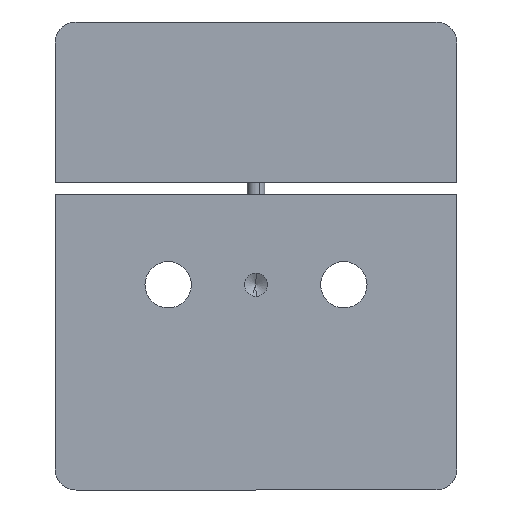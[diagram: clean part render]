
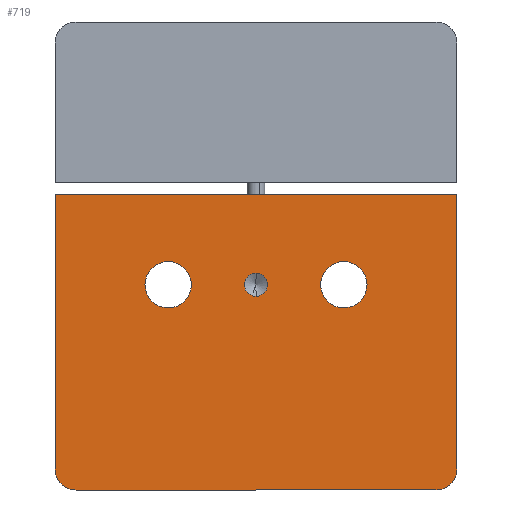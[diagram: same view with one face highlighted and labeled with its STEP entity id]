
A CAD part, front view. The second image highlights one B-rep face of the part: STEP entity #719.
In plain terms, the highlighted planar face has unit normal (0, -1, 0).
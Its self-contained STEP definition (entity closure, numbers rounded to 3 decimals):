
#59 = CARTESIAN_POINT ( 'NONE',  ( -28.6, 0., 21. ) ) ;
#62 = CARTESIAN_POINT ( 'NONE',  ( 28.6, 0., -21. ) ) ;
#130 = CIRCLE ( 'NONE', #1767, 3.3 ) ;
#192 = EDGE_CURVE ( 'NONE', #3551, #1063, #1771, .T. ) ;
#208 = VECTOR ( 'NONE', #2001, 1000. ) ;
#316 = ORIENTED_EDGE ( 'NONE', *, *, #192, .T. ) ;
#403 = DIRECTION ( 'NONE',  ( 0., 1., 0. ) ) ;
#517 = ORIENTED_EDGE ( 'NONE', *, *, #1422, .F. ) ;
#543 = CARTESIAN_POINT ( 'NONE',  ( -12.5, 0., 8.2 ) ) ;
#596 = CIRCLE ( 'NONE', #1988, 3. ) ;
#719 = ADVANCED_FACE ( 'NONE', ( #2363, #993, #2934, #2397 ), #2127, .F. ) ;
#733 = CARTESIAN_POINT ( 'NONE',  ( -12.5, 0., 8.2 ) ) ;
#767 = EDGE_CURVE ( 'NONE', #3521, #2689, #2899, .T. ) ;
#845 = EDGE_CURVE ( 'NONE', #3210, #3104, #2442, .T. ) ;
#856 = LINE ( 'NONE', #1968, #3402 ) ;
#911 = CARTESIAN_POINT ( 'NONE',  ( -28.6, 0., -18. ) ) ;
#917 = ORIENTED_EDGE ( 'NONE', *, *, #845, .F. ) ;
#944 = DIRECTION ( 'NONE',  ( 0., 0., 1. ) ) ;
#950 = ORIENTED_EDGE ( 'NONE', *, *, #1034, .F. ) ;
#993 = FACE_BOUND ( 'NONE', #1939, .T. ) ;
#1021 = CARTESIAN_POINT ( 'NONE',  ( 25.6, 0., -18. ) ) ;
#1034 = EDGE_CURVE ( 'NONE', #1890, #3290, #856, .T. ) ;
#1038 = AXIS2_PLACEMENT_3D ( 'NONE', #1092, #3406, #944 ) ;
#1045 = EDGE_CURVE ( 'NONE', #3104, #3210, #1871, .T. ) ;
#1063 = VERTEX_POINT ( 'NONE', #1827 ) ;
#1089 = VERTEX_POINT ( 'NONE', #3172 ) ;
#1092 = CARTESIAN_POINT ( 'NONE',  ( -25.6, 0., -18. ) ) ;
#1134 = ORIENTED_EDGE ( 'NONE', *, *, #1045, .F. ) ;
#1171 = VECTOR ( 'NONE', #1722, 1000. ) ;
#1181 = CARTESIAN_POINT ( 'NONE',  ( 12.5, 0., 8.2 ) ) ;
#1252 = EDGE_CURVE ( 'NONE', #1089, #3400, #596, .T. ) ;
#1288 = EDGE_LOOP ( 'NONE', ( #316, #2424 ) ) ;
#1378 = CARTESIAN_POINT ( 'NONE',  ( 28.6, 0., 21. ) ) ;
#1381 = EDGE_CURVE ( 'NONE', #2689, #3521, #2446, .T. ) ;
#1384 = DIRECTION ( 'NONE',  ( 0., -1., 0. ) ) ;
#1416 = DIRECTION ( 'NONE',  ( 1., 0., 0. ) ) ;
#1422 = EDGE_CURVE ( 'NONE', #3290, #2281, #1680, .T. ) ;
#1430 = ORIENTED_EDGE ( 'NONE', *, *, #1381, .T. ) ;
#1461 = ORIENTED_EDGE ( 'NONE', *, *, #767, .T. ) ;
#1563 = DIRECTION ( 'NONE',  ( 0., 1., 0. ) ) ;
#1629 = EDGE_LOOP ( 'NONE', ( #2494, #2027, #2832, #517, #950, #3447 ) ) ;
#1665 = EDGE_LOOP ( 'NONE', ( #917, #1134 ) ) ;
#1680 = LINE ( 'NONE', #1963, #2044 ) ;
#1722 = DIRECTION ( 'NONE',  ( 0., 0., -1. ) ) ;
#1767 = AXIS2_PLACEMENT_3D ( 'NONE', #733, #1563, #1828 ) ;
#1771 = CIRCLE ( 'NONE', #1822, 3.3 ) ;
#1822 = AXIS2_PLACEMENT_3D ( 'NONE', #543, #2427, #3525 ) ;
#1827 = CARTESIAN_POINT ( 'NONE',  ( -12.5, 0., 4.9 ) ) ;
#1828 = DIRECTION ( 'NONE',  ( 0., 0., 1. ) ) ;
#1859 = EDGE_CURVE ( 'NONE', #1890, #2396, #2617, .T. ) ;
#1862 = CARTESIAN_POINT ( 'NONE',  ( 0., 0., 6.55 ) ) ;
#1871 = CIRCLE ( 'NONE', #2327, 1.65 ) ;
#1890 = VERTEX_POINT ( 'NONE', #911 ) ;
#1917 = CARTESIAN_POINT ( 'NONE',  ( 0., 0., 9.85 ) ) ;
#1932 = AXIS2_PLACEMENT_3D ( 'NONE', #2759, #1384, #2492 ) ;
#1939 = EDGE_LOOP ( 'NONE', ( #1430, #1461 ) ) ;
#1949 = EDGE_CURVE ( 'NONE', #2281, #3400, #2828, .T. ) ;
#1963 = CARTESIAN_POINT ( 'NONE',  ( -28.6, 0., 21. ) ) ;
#1968 = CARTESIAN_POINT ( 'NONE',  ( -28.6, 0., -21. ) ) ;
#1988 = AXIS2_PLACEMENT_3D ( 'NONE', #1021, #2449, #3527 ) ;
#2001 = DIRECTION ( 'NONE',  ( -1., 0., 0. ) ) ;
#2027 = ORIENTED_EDGE ( 'NONE', *, *, #1252, .T. ) ;
#2044 = VECTOR ( 'NONE', #1416, 1000. ) ;
#2079 = EDGE_CURVE ( 'NONE', #1063, #3551, #130, .T. ) ;
#2084 = DIRECTION ( 'NONE',  ( 0., 0., 1. ) ) ;
#2100 = AXIS2_PLACEMENT_3D ( 'NONE', #1181, #3348, #3034 ) ;
#2127 = PLANE ( 'NONE',  #3079 ) ;
#2281 = VERTEX_POINT ( 'NONE', #1378 ) ;
#2327 = AXIS2_PLACEMENT_3D ( 'NONE', #3441, #2358, #2648 ) ;
#2358 = DIRECTION ( 'NONE',  ( 0., -1., 0. ) ) ;
#2363 = FACE_BOUND ( 'NONE', #1288, .T. ) ;
#2372 = CARTESIAN_POINT ( 'NONE',  ( -12.5, 0., 11.5 ) ) ;
#2396 = VERTEX_POINT ( 'NONE', #3089 ) ;
#2397 = FACE_OUTER_BOUND ( 'NONE', #1629, .T. ) ;
#2424 = ORIENTED_EDGE ( 'NONE', *, *, #2079, .T. ) ;
#2427 = DIRECTION ( 'NONE',  ( 0., 1., 0. ) ) ;
#2433 = CARTESIAN_POINT ( 'NONE',  ( 12.5, 0., 8.2 ) ) ;
#2442 = CIRCLE ( 'NONE', #1932, 1.65 ) ;
#2446 = CIRCLE ( 'NONE', #2100, 3.3 ) ;
#2449 = DIRECTION ( 'NONE',  ( 0., -1., 0. ) ) ;
#2492 = DIRECTION ( 'NONE',  ( 0., 0., -1. ) ) ;
#2494 = ORIENTED_EDGE ( 'NONE', *, *, #3286, .F. ) ;
#2525 = CARTESIAN_POINT ( 'NONE',  ( -28.6, 0., -21. ) ) ;
#2617 = CIRCLE ( 'NONE', #1038, 3. ) ;
#2619 = DIRECTION ( 'NONE',  ( 0., 0., 1. ) ) ;
#2620 = AXIS2_PLACEMENT_3D ( 'NONE', #2433, #3534, #3511 ) ;
#2636 = CARTESIAN_POINT ( 'NONE',  ( 12.5, 0., 11.5 ) ) ;
#2648 = DIRECTION ( 'NONE',  ( 0., 0., -1. ) ) ;
#2689 = VERTEX_POINT ( 'NONE', #2636 ) ;
#2759 = CARTESIAN_POINT ( 'NONE',  ( 0., 0., 8.2 ) ) ;
#2774 = CARTESIAN_POINT ( 'NONE',  ( 28.6, 0., -18. ) ) ;
#2828 = LINE ( 'NONE', #62, #1171 ) ;
#2832 = ORIENTED_EDGE ( 'NONE', *, *, #1949, .F. ) ;
#2899 = CIRCLE ( 'NONE', #2620, 3.3 ) ;
#2934 = FACE_BOUND ( 'NONE', #1665, .T. ) ;
#3034 = DIRECTION ( 'NONE',  ( 0., 0., 1. ) ) ;
#3079 = AXIS2_PLACEMENT_3D ( 'NONE', #3193, #403, #2619 ) ;
#3089 = CARTESIAN_POINT ( 'NONE',  ( -25.6, 0., -21. ) ) ;
#3104 = VERTEX_POINT ( 'NONE', #1917 ) ;
#3171 = CARTESIAN_POINT ( 'NONE',  ( 12.5, 0., 4.9 ) ) ;
#3172 = CARTESIAN_POINT ( 'NONE',  ( 25.6, 0., -21. ) ) ;
#3193 = CARTESIAN_POINT ( 'NONE',  ( 0., 0., 0. ) ) ;
#3210 = VERTEX_POINT ( 'NONE', #1862 ) ;
#3286 = EDGE_CURVE ( 'NONE', #1089, #2396, #3319, .T. ) ;
#3290 = VERTEX_POINT ( 'NONE', #59 ) ;
#3319 = LINE ( 'NONE', #2525, #208 ) ;
#3348 = DIRECTION ( 'NONE',  ( 0., 1., 0. ) ) ;
#3400 = VERTEX_POINT ( 'NONE', #2774 ) ;
#3402 = VECTOR ( 'NONE', #2084, 1000. ) ;
#3406 = DIRECTION ( 'NONE',  ( 0., -1., 0. ) ) ;
#3441 = CARTESIAN_POINT ( 'NONE',  ( 0., 0., 8.2 ) ) ;
#3447 = ORIENTED_EDGE ( 'NONE', *, *, #1859, .T. ) ;
#3511 = DIRECTION ( 'NONE',  ( 0., 0., 1. ) ) ;
#3521 = VERTEX_POINT ( 'NONE', #3171 ) ;
#3525 = DIRECTION ( 'NONE',  ( 0., 0., 1. ) ) ;
#3527 = DIRECTION ( 'NONE',  ( 0., 0., 1. ) ) ;
#3534 = DIRECTION ( 'NONE',  ( 0., 1., 0. ) ) ;
#3551 = VERTEX_POINT ( 'NONE', #2372 ) ;
